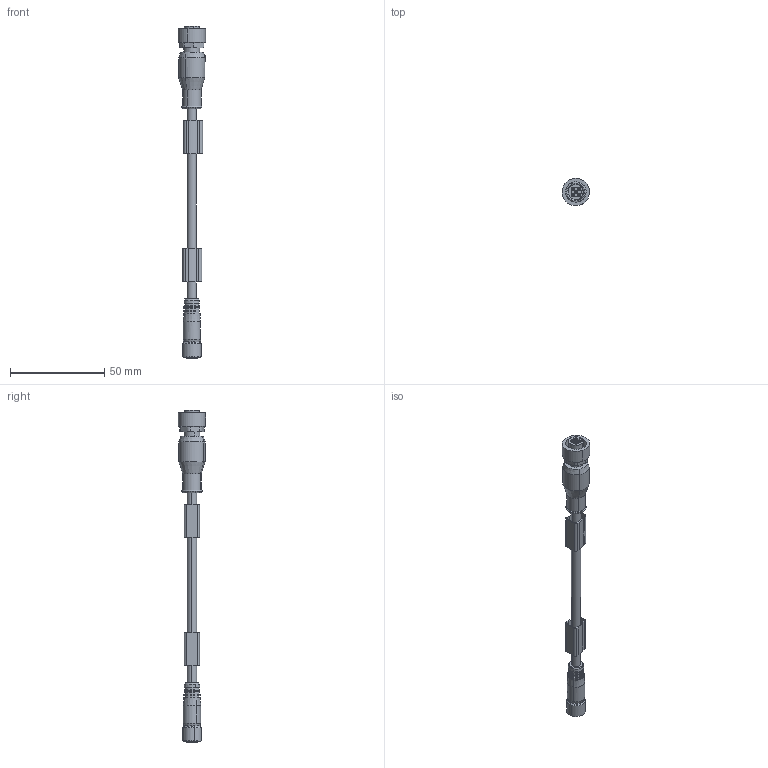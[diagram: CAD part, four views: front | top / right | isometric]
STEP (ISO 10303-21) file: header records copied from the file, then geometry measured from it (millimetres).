
FILE_DESCRIPTION(('CATIA V5 STEP Exchange','CAx-IF Rec.Pracs.--- Model Styling and Organization---1.5--- 2016-08-15','CAx-IF Rec.Pracs.---Supplemental Geometry---1.0---2011-11-01','CAx-IF Rec.Pracs.--- Composite Materials ---1.1---2010-07-15'),'2;1');
FILE_NAME ('2229003-2_0', '2025-11-10T07:21:35+00:00', ('none'), ('Weidmueller'), 'CATIA Version 5-6 Release 2024 SP4', 'CATIA V5 STEP AP214 v3', 'none');
FILE_SCHEMA(('AUTOMOTIVE_DESIGN { 1 0 10303 214 1 1 1 1 }'));
Length unit declared in the file: millimetre
Products named in the file (1): 3178000000
Bounding box: 14.79 x 14.57 x 176.4 mm (x, y, z)
Volume: 9369.2 mm3; surface area: 8601.8 mm2
Topology: 2 solids, 16 shells, 479 faces, 1190 edges, 765 vertices
Faces by surface type: cylinder 184, plane 180, cone 86, torus 12, revolution 9, bspline 8
Entity records: 13892 total; most frequent: CARTESIAN_POINT 3437, ORIENTED_EDGE 2348, DIRECTION 1539, EDGE_CURVE 1174, AXIS2_PLACEMENT_3D 776, VERTEX_POINT 765, EDGE_LOOP 538, CIRCLE 487
